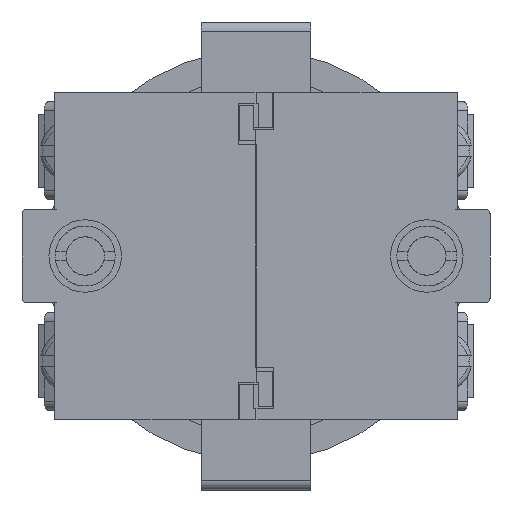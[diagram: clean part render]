
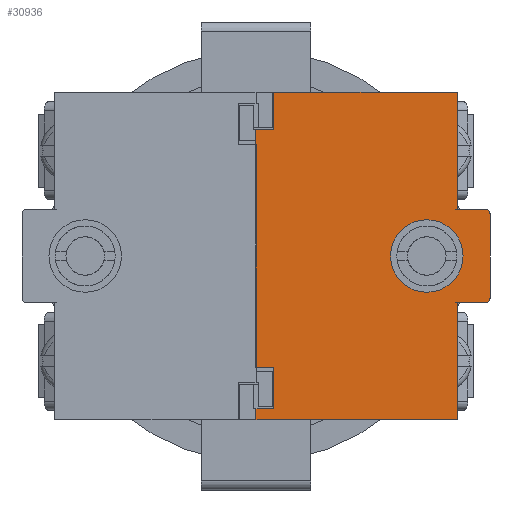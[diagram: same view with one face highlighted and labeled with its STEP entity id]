
A CAD part, front view. The second image highlights one B-rep face of the part: STEP entity #30936.
In plain terms, the highlighted planar face has unit normal (0, -1, 0).
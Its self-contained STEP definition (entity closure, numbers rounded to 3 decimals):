
#527 = CARTESIAN_POINT ( 'NONE',  ( 21.5, -67.1, 5. ) ) ;
#1209 = EDGE_CURVE ( 'NONE', #12999, #1556, #18416, .T. ) ;
#1233 = CARTESIAN_POINT ( 'NONE',  ( -0.3, -67.1, 13.5 ) ) ;
#1556 = VERTEX_POINT ( 'NONE', #11874 ) ;
#1796 = FACE_OUTER_BOUND ( 'NONE', #35645, .T. ) ;
#2139 = CARTESIAN_POINT ( 'NONE',  ( 1.9, -67.1, 17.5 ) ) ;
#2205 = EDGE_CURVE ( 'NONE', #20052, #4725, #6128, .T. ) ;
#2811 = CARTESIAN_POINT ( 'NONE',  ( 24.5, -67.1, 5. ) ) ;
#3027 = LINE ( 'NONE', #28226, #20779 ) ;
#3401 = CARTESIAN_POINT ( 'NONE',  ( 25., -67.1, -4.5 ) ) ;
#3466 = CARTESIAN_POINT ( 'NONE',  ( 18.25, -67.1, 0. ) ) ;
#3787 = VECTOR ( 'NONE', #34237, 1000. ) ;
#3913 = EDGE_CURVE ( 'NONE', #20052, #10480, #5086, .T. ) ;
#3944 = VECTOR ( 'NONE', #15758, 1000. ) ;
#3972 = VERTEX_POINT ( 'NONE', #33142 ) ;
#4245 = VECTOR ( 'NONE', #10037, 1000. ) ;
#4256 = CARTESIAN_POINT ( 'NONE',  ( 21.5, -67.1, -5. ) ) ;
#4439 = ORIENTED_EDGE ( 'NONE', *, *, #20005, .T. ) ;
#4593 = CARTESIAN_POINT ( 'NONE',  ( 25., -67.1, -5. ) ) ;
#4725 = VERTEX_POINT ( 'NONE', #30369 ) ;
#4817 = VERTEX_POINT ( 'NONE', #17377 ) ;
#5086 = LINE ( 'NONE', #2139, #23657 ) ;
#5481 = CARTESIAN_POINT ( 'NONE',  ( 24.5, -67.1, -4.5 ) ) ;
#5668 = DIRECTION ( 'NONE',  ( 0., 1., 0. ) ) ;
#5862 = ORIENTED_EDGE ( 'NONE', *, *, #13491, .F. ) ;
#5901 = AXIS2_PLACEMENT_3D ( 'NONE', #22154, #8063, #7945 ) ;
#5910 = ORIENTED_EDGE ( 'NONE', *, *, #19865, .F. ) ;
#6079 = EDGE_CURVE ( 'NONE', #16117, #11483, #30284, .T. ) ;
#6128 = LINE ( 'NONE', #12876, #3944 ) ;
#6165 = ORIENTED_EDGE ( 'NONE', *, *, #28480, .T. ) ;
#6224 = CIRCLE ( 'NONE', #16299, 3.875 ) ;
#7507 = ORIENTED_EDGE ( 'NONE', *, *, #19473, .T. ) ;
#7609 = DIRECTION ( 'NONE',  ( 0., 0., -1. ) ) ;
#7875 = ORIENTED_EDGE ( 'NONE', *, *, #18752, .T. ) ;
#7945 = DIRECTION ( 'NONE',  ( 1., 0., 0. ) ) ;
#8063 = DIRECTION ( 'NONE',  ( 0., -1., 0. ) ) ;
#8089 = DIRECTION ( 'NONE',  ( 1., 0., 0. ) ) ;
#8285 = CARTESIAN_POINT ( 'NONE',  ( 24.5, -67.1, -5. ) ) ;
#8319 = PLANE ( 'NONE',  #19083 ) ;
#8461 = EDGE_CURVE ( 'NONE', #11483, #18777, #25007, .T. ) ;
#8488 = VERTEX_POINT ( 'NONE', #4256 ) ;
#10037 = DIRECTION ( 'NONE',  ( 0., 0., -1. ) ) ;
#10439 = CARTESIAN_POINT ( 'NONE',  ( 1.9, -67.1, -16.3 ) ) ;
#10480 = VERTEX_POINT ( 'NONE', #30894 ) ;
#11225 = VECTOR ( 'NONE', #33445, 1000. ) ;
#11483 = VERTEX_POINT ( 'NONE', #22174 ) ;
#11874 = CARTESIAN_POINT ( 'NONE',  ( 22.125, -67.1, 0. ) ) ;
#12002 = VECTOR ( 'NONE', #15090, 1000. ) ;
#12145 = VERTEX_POINT ( 'NONE', #20174 ) ;
#12218 = EDGE_CURVE ( 'NONE', #34132, #4817, #24954, .T. ) ;
#12876 = CARTESIAN_POINT ( 'NONE',  ( 25., -67.1, 17.5 ) ) ;
#12971 = CARTESIAN_POINT ( 'NONE',  ( 0., -67.1, 13.5 ) ) ;
#12999 = VERTEX_POINT ( 'NONE', #31520 ) ;
#13021 = DIRECTION ( 'NONE',  ( 0., 0., 1. ) ) ;
#13124 = DIRECTION ( 'NONE',  ( 1., 0., 0. ) ) ;
#13149 = LINE ( 'NONE', #4593, #25669 ) ;
#13401 = ORIENTED_EDGE ( 'NONE', *, *, #27600, .F. ) ;
#13491 = EDGE_CURVE ( 'NONE', #8488, #26030, #18804, .T. ) ;
#13715 = ORIENTED_EDGE ( 'NONE', *, *, #17331, .F. ) ;
#13862 = ORIENTED_EDGE ( 'NONE', *, *, #8461, .T. ) ;
#14234 = VECTOR ( 'NONE', #33794, 1000. ) ;
#14524 = CARTESIAN_POINT ( 'NONE',  ( 21.5, -67.1, -5. ) ) ;
#14711 = CARTESIAN_POINT ( 'NONE',  ( 12.5, -67.1, -11.9 ) ) ;
#14939 = DIRECTION ( 'NONE',  ( 1., 0., 0. ) ) ;
#15090 = DIRECTION ( 'NONE',  ( -1., 0., 0. ) ) ;
#15758 = DIRECTION ( 'NONE',  ( 1., 0., 0. ) ) ;
#15759 = VECTOR ( 'NONE', #17549, 1000. ) ;
#15959 = DIRECTION ( 'NONE',  ( 0., 0., -1. ) ) ;
#16117 = VERTEX_POINT ( 'NONE', #26887 ) ;
#16299 = AXIS2_PLACEMENT_3D ( 'NONE', #3466, #28472, #28124 ) ;
#17288 = DIRECTION ( 'NONE',  ( 1., 0., 0. ) ) ;
#17331 = EDGE_CURVE ( 'NONE', #16117, #23855, #18700, .T. ) ;
#17377 = CARTESIAN_POINT ( 'NONE',  ( 21.5, -67.1, 5. ) ) ;
#17549 = DIRECTION ( 'NONE',  ( 0., 0., -1. ) ) ;
#17894 = VERTEX_POINT ( 'NONE', #21615 ) ;
#18106 = EDGE_CURVE ( 'NONE', #10480, #23855, #21578, .T. ) ;
#18133 = CARTESIAN_POINT ( 'NONE',  ( 25., -67.1, 5. ) ) ;
#18416 = CIRCLE ( 'NONE', #25808, 3.875 ) ;
#18455 = DIRECTION ( 'NONE',  ( 0., 1., 0. ) ) ;
#18700 = LINE ( 'NONE', #29508, #22113 ) ;
#18752 = EDGE_CURVE ( 'NONE', #3972, #34132, #32190, .T. ) ;
#18777 = VERTEX_POINT ( 'NONE', #10439 ) ;
#18804 = LINE ( 'NONE', #14524, #15759 ) ;
#19083 = AXIS2_PLACEMENT_3D ( 'NONE', #22182, #5668, #8089 ) ;
#19473 = EDGE_CURVE ( 'NONE', #26792, #24608, #35538, .T. ) ;
#19558 = VECTOR ( 'NONE', #14939, 1000. ) ;
#19865 = EDGE_CURVE ( 'NONE', #26792, #8488, #13149, .T. ) ;
#20005 = EDGE_CURVE ( 'NONE', #1556, #12999, #6224, .T. ) ;
#20052 = VERTEX_POINT ( 'NONE', #27519 ) ;
#20144 = ORIENTED_EDGE ( 'NONE', *, *, #28406, .F. ) ;
#20174 = CARTESIAN_POINT ( 'NONE',  ( 0., -67.1, -16.3 ) ) ;
#20568 = CARTESIAN_POINT ( 'NONE',  ( 1.9, -67.1, -16.3 ) ) ;
#20726 = LINE ( 'NONE', #31147, #14234 ) ;
#20779 = VECTOR ( 'NONE', #33607, 1000. ) ;
#20844 = DIRECTION ( 'NONE',  ( -1., 0., 0. ) ) ;
#21179 = LINE ( 'NONE', #527, #11225 ) ;
#21505 = CARTESIAN_POINT ( 'NONE',  ( 25., -67.1, -17.5 ) ) ;
#21578 = LINE ( 'NONE', #1233, #34437 ) ;
#21615 = CARTESIAN_POINT ( 'NONE',  ( 0., -67.1, -17.5 ) ) ;
#21627 = EDGE_CURVE ( 'NONE', #26030, #17894, #3027, .T. ) ;
#21671 = CARTESIAN_POINT ( 'NONE',  ( 18.25, -67.1, 0. ) ) ;
#22113 = VECTOR ( 'NONE', #13021, 1000. ) ;
#22154 = CARTESIAN_POINT ( 'NONE',  ( 24.5, -67.1, 4.5 ) ) ;
#22174 = CARTESIAN_POINT ( 'NONE',  ( 1.9, -67.1, -11.9 ) ) ;
#22182 = CARTESIAN_POINT ( 'NONE',  ( 12.5, -67.1, 0. ) ) ;
#22591 = ORIENTED_EDGE ( 'NONE', *, *, #6079, .T. ) ;
#22761 = ORIENTED_EDGE ( 'NONE', *, *, #12218, .T. ) ;
#23657 = VECTOR ( 'NONE', #7609, 1000. ) ;
#23855 = VERTEX_POINT ( 'NONE', #12971 ) ;
#24608 = VERTEX_POINT ( 'NONE', #3401 ) ;
#24844 = EDGE_CURVE ( 'NONE', #18777, #12145, #29673, .T. ) ;
#24954 = LINE ( 'NONE', #18133, #12002 ) ;
#25007 = LINE ( 'NONE', #26598, #4245 ) ;
#25233 = VECTOR ( 'NONE', #15959, 1000. ) ;
#25253 = ORIENTED_EDGE ( 'NONE', *, *, #3913, .T. ) ;
#25669 = VECTOR ( 'NONE', #34811, 1000. ) ;
#25808 = AXIS2_PLACEMENT_3D ( 'NONE', #21671, #18455, #13124 ) ;
#26030 = VERTEX_POINT ( 'NONE', #27153 ) ;
#26355 = ORIENTED_EDGE ( 'NONE', *, *, #1209, .T. ) ;
#26431 = LINE ( 'NONE', #21505, #25233 ) ;
#26598 = CARTESIAN_POINT ( 'NONE',  ( 1.9, -67.1, -16.3 ) ) ;
#26775 = ORIENTED_EDGE ( 'NONE', *, *, #21627, .F. ) ;
#26792 = VERTEX_POINT ( 'NONE', #8285 ) ;
#26887 = CARTESIAN_POINT ( 'NONE',  ( 0., -67.1, -11.9 ) ) ;
#27153 = CARTESIAN_POINT ( 'NONE',  ( 21.5, -67.1, -17.5 ) ) ;
#27162 = ORIENTED_EDGE ( 'NONE', *, *, #2205, .F. ) ;
#27313 = DIRECTION ( 'NONE',  ( 0., -1., 0. ) ) ;
#27519 = CARTESIAN_POINT ( 'NONE',  ( 1.9, -67.1, 17.5 ) ) ;
#27600 = EDGE_CURVE ( 'NONE', #3972, #24608, #26431, .T. ) ;
#27781 = FACE_BOUND ( 'NONE', #33212, .T. ) ;
#27798 = ORIENTED_EDGE ( 'NONE', *, *, #24844, .T. ) ;
#28124 = DIRECTION ( 'NONE',  ( 1., 0., 0. ) ) ;
#28226 = CARTESIAN_POINT ( 'NONE',  ( 25., -67.1, -17.5 ) ) ;
#28406 = EDGE_CURVE ( 'NONE', #17894, #12145, #20726, .T. ) ;
#28472 = DIRECTION ( 'NONE',  ( 0., 1., 0. ) ) ;
#28480 = EDGE_CURVE ( 'NONE', #4817, #4725, #21179, .T. ) ;
#29508 = CARTESIAN_POINT ( 'NONE',  ( 0., -67.1, -17.5 ) ) ;
#29673 = LINE ( 'NONE', #20568, #3787 ) ;
#30284 = LINE ( 'NONE', #14711, #19558 ) ;
#30369 = CARTESIAN_POINT ( 'NONE',  ( 21.5, -67.1, 17.5 ) ) ;
#30894 = CARTESIAN_POINT ( 'NONE',  ( 1.9, -67.1, 13.5 ) ) ;
#30936 = ADVANCED_FACE ( 'NONE', ( #27781, #1796 ), #8319, .F. ) ;
#31094 = ORIENTED_EDGE ( 'NONE', *, *, #18106, .T. ) ;
#31147 = CARTESIAN_POINT ( 'NONE',  ( 0., -67.1, -17.5 ) ) ;
#31520 = CARTESIAN_POINT ( 'NONE',  ( 14.375, -67.1, 0. ) ) ;
#31756 = AXIS2_PLACEMENT_3D ( 'NONE', #5481, #27313, #17288 ) ;
#32190 = CIRCLE ( 'NONE', #5901, 0.5 ) ;
#33142 = CARTESIAN_POINT ( 'NONE',  ( 25., -67.1, 4.5 ) ) ;
#33212 = EDGE_LOOP ( 'NONE', ( #26355, #4439 ) ) ;
#33445 = DIRECTION ( 'NONE',  ( 0., 0., 1. ) ) ;
#33607 = DIRECTION ( 'NONE',  ( -1., 0., 0. ) ) ;
#33794 = DIRECTION ( 'NONE',  ( 0., 0., 1. ) ) ;
#34132 = VERTEX_POINT ( 'NONE', #2811 ) ;
#34237 = DIRECTION ( 'NONE',  ( -1., 0., 0. ) ) ;
#34437 = VECTOR ( 'NONE', #20844, 1000. ) ;
#34811 = DIRECTION ( 'NONE',  ( -1., 0., 0. ) ) ;
#35538 = CIRCLE ( 'NONE', #31756, 0.5 ) ;
#35645 = EDGE_LOOP ( 'NONE', ( #13862, #27798, #20144, #26775, #5862, #5910, #7507, #13401, #7875, #22761, #6165, #27162, #25253, #31094, #13715, #22591 ) ) ;
